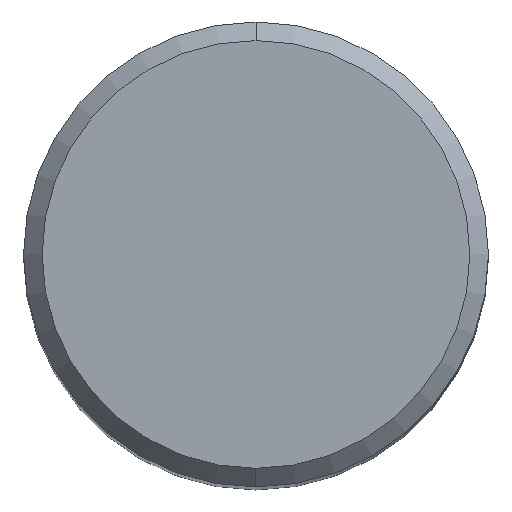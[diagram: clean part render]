
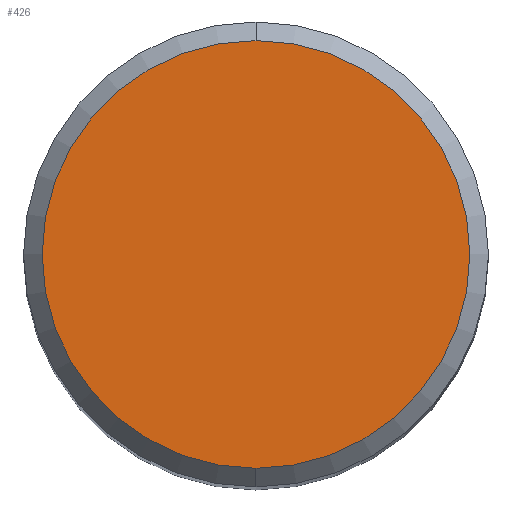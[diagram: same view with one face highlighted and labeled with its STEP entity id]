
A CAD part, top view. The second image highlights one B-rep face of the part: STEP entity #426.
In plain terms, the highlighted planar face has unit normal (0, 0, 1).
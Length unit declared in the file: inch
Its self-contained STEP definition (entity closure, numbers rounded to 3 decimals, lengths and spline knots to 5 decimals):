
#10 = CARTESIAN_POINT ( 'NONE',  ( 0., 0., 0. ) ) ;
#22 = FACE_OUTER_BOUND ( 'NONE', #120, .T. ) ;
#26 = AXIS2_PLACEMENT_3D ( 'NONE', #10, #374, #443 ) ;
#68 = AXIS2_PLACEMENT_3D ( 'NONE', #490, #178, #332 ) ;
#81 = VERTEX_POINT ( 'NONE', #491 ) ;
#111 = EDGE_CURVE ( 'NONE', #81, #176, #281, .T. ) ;
#120 = EDGE_LOOP ( 'NONE', ( #356, #409 ) ) ;
#155 = EDGE_CURVE ( 'NONE', #176, #81, #224, .T. ) ;
#176 = VERTEX_POINT ( 'NONE', #231 ) ;
#178 = DIRECTION ( 'NONE',  ( 0., 0., 1. ) ) ;
#187 = PLANE ( 'NONE',  #274 ) ;
#224 = CIRCLE ( 'NONE', #26, 0.1725 ) ;
#227 = DIRECTION ( 'NONE',  ( 0., 0., -1. ) ) ;
#231 = CARTESIAN_POINT ( 'NONE',  ( 0., -0.1725, 0. ) ) ;
#274 = AXIS2_PLACEMENT_3D ( 'NONE', #337, #227, #294 ) ;
#281 = CIRCLE ( 'NONE', #68, 0.1725 ) ;
#294 = DIRECTION ( 'NONE',  ( 0., 1., 0. ) ) ;
#332 = DIRECTION ( 'NONE',  ( 0., -1., 0. ) ) ;
#337 = CARTESIAN_POINT ( 'NONE',  ( 0., 0.1725, 0. ) ) ;
#356 = ORIENTED_EDGE ( 'NONE', *, *, #111, .T. ) ;
#374 = DIRECTION ( 'NONE',  ( 0., 0., 1. ) ) ;
#409 = ORIENTED_EDGE ( 'NONE', *, *, #155, .T. ) ;
#426 = ADVANCED_FACE ( 'NONE', ( #22 ), #187, .F. ) ;
#443 = DIRECTION ( 'NONE',  ( 0., -1., 0. ) ) ;
#490 = CARTESIAN_POINT ( 'NONE',  ( 0., 0., 0. ) ) ;
#491 = CARTESIAN_POINT ( 'NONE',  ( 0., 0.1725, 0. ) ) ;
